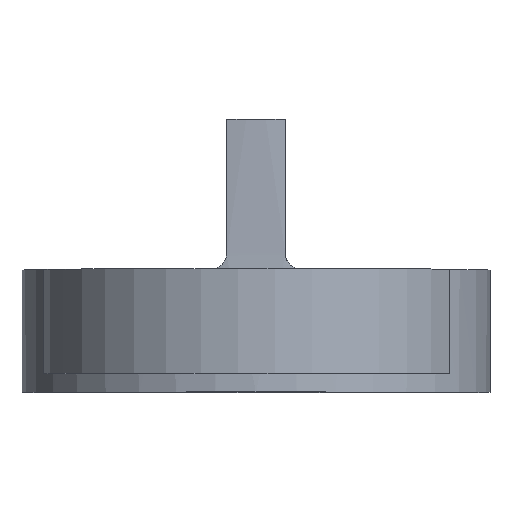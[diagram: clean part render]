
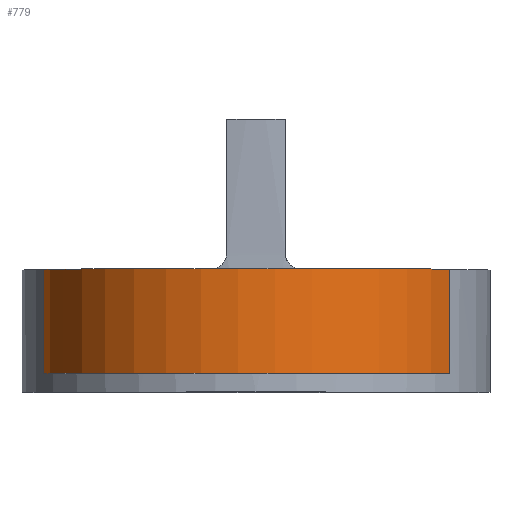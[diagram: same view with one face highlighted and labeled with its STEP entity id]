
A CAD part, top view. The second image highlights one B-rep face of the part: STEP entity #779.
In plain terms, the highlighted cylindrical face has radius 25.5 mm (diameter 51 mm), a partial arc.
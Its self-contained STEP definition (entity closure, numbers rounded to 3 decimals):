
#96=FACE_OUTER_BOUND('',#141,.T.);
#141=EDGE_LOOP('',(#679,#680,#681,#682));
#201=LINE('',#1376,#268);
#204=LINE('',#1391,#271);
#268=VECTOR('',#1066,1000.);
#271=VECTOR('',#1079,1000.);
#318=CIRCLE('',#881,25.5);
#319=CIRCLE('',#882,25.5);
#378=VERTEX_POINT('',#1369);
#381=VERTEX_POINT('',#1374);
#387=VERTEX_POINT('',#1388);
#388=VERTEX_POINT('',#1390);
#481=EDGE_CURVE('',#381,#378,#201,.T.);
#487=EDGE_CURVE('',#387,#388,#204,.T.);
#490=EDGE_CURVE('',#387,#378,#318,.T.);
#491=EDGE_CURVE('',#388,#381,#319,.T.);
#679=ORIENTED_EDGE('',*,*,#490,.T.);
#680=ORIENTED_EDGE('',*,*,#481,.F.);
#681=ORIENTED_EDGE('',*,*,#491,.F.);
#682=ORIENTED_EDGE('',*,*,#487,.F.);
#745=CYLINDRICAL_SURFACE('',#880,25.5);
#779=ADVANCED_FACE('',(#96),#745,.T.);
#880=AXIS2_PLACEMENT_3D('',#1395,#1083,#1084);
#881=AXIS2_PLACEMENT_3D('',#1396,#1085,#1086);
#882=AXIS2_PLACEMENT_3D('',#1397,#1087,#1088);
#1066=DIRECTION('',(0.,-1.,0.));
#1079=DIRECTION('',(0.,1.,0.));
#1083=DIRECTION('center_axis',(0.,-1.,0.));
#1084=DIRECTION('ref_axis',(-1.,0.,0.));
#1085=DIRECTION('center_axis',(0.,1.,0.));
#1086=DIRECTION('ref_axis',(-1.,0.,0.));
#1087=DIRECTION('center_axis',(0.,1.,0.));
#1088=DIRECTION('ref_axis',(-1.,0.,0.));
#1369=CARTESIAN_POINT('',(23.149,-12.49,10.694));
#1374=CARTESIAN_POINT('',(23.149,0.,10.694));
#1376=CARTESIAN_POINT('',(23.149,0.,10.694));
#1388=CARTESIAN_POINT('',(23.149,-12.49,-10.694));
#1390=CARTESIAN_POINT('',(23.149,0.,-10.694));
#1391=CARTESIAN_POINT('',(23.149,0.,-10.694));
#1395=CARTESIAN_POINT('Origin',(0.,0.,0.));
#1396=CARTESIAN_POINT('Origin',(0.,-12.49,0.));
#1397=CARTESIAN_POINT('Origin',(0.,0.,0.));
